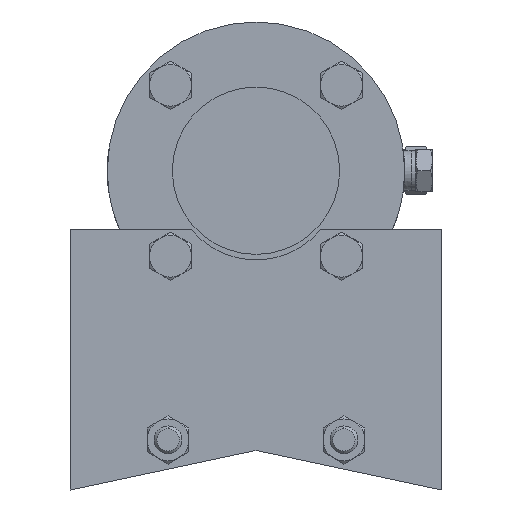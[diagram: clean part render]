
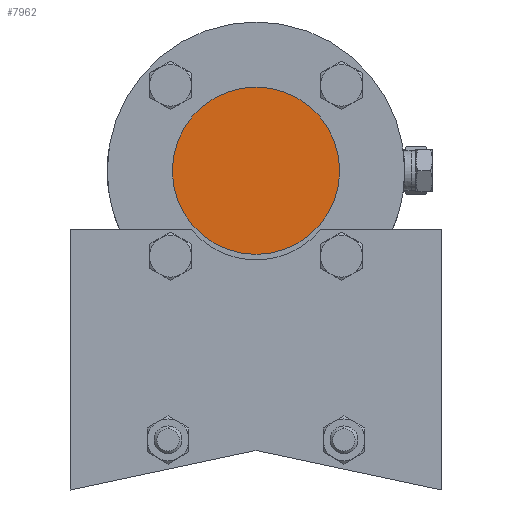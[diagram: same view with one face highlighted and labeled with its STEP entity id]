
A CAD part, front view. The second image highlights one B-rep face of the part: STEP entity #7962.
In plain terms, the highlighted planar face has unit normal (0, -1, 0).
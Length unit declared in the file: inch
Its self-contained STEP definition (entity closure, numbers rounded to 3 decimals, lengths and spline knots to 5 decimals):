
#311 = DIRECTION ( 'NONE',  ( 1., 0., 0. ) ) ;
#1781 = EDGE_LOOP ( 'NONE', ( #16175, #14913 ) ) ;
#3890 = CARTESIAN_POINT ( 'NONE',  ( 0., 0.015, 0. ) ) ;
#3908 = DIRECTION ( 'NONE',  ( -1., 0., 0. ) ) ;
#5611 = DIRECTION ( 'NONE',  ( 1., 0., 0. ) ) ;
#5871 = FACE_OUTER_BOUND ( 'NONE', #1781, .T. ) ;
#7962 = ADVANCED_FACE ( 'NONE', ( #5871 ), #14101, .F. ) ;
#8167 = AXIS2_PLACEMENT_3D ( 'NONE', #12465, #14170, #3908 ) ;
#10595 = DIRECTION ( 'NONE',  ( 0., -1., 0. ) ) ;
#10700 = EDGE_CURVE ( 'NONE', #17888, #12600, #11535, .T. ) ;
#11362 = CARTESIAN_POINT ( 'NONE',  ( 1.125, 0.015, 0. ) ) ;
#11535 = CIRCLE ( 'NONE', #16222, 1.125 ) ;
#12465 = CARTESIAN_POINT ( 'NONE',  ( 0., 0.015, 0. ) ) ;
#12600 = VERTEX_POINT ( 'NONE', #11362 ) ;
#13983 = CARTESIAN_POINT ( 'NONE',  ( -1.125, 0.015, 0. ) ) ;
#14101 = PLANE ( 'NONE',  #8167 ) ;
#14170 = DIRECTION ( 'NONE',  ( 0., 1., 0. ) ) ;
#14913 = ORIENTED_EDGE ( 'NONE', *, *, #10700, .T. ) ;
#15510 = CIRCLE ( 'NONE', #19846, 1.125 ) ;
#15891 = DIRECTION ( 'NONE',  ( 0., -1., 0. ) ) ;
#16175 = ORIENTED_EDGE ( 'NONE', *, *, #22068, .T. ) ;
#16222 = AXIS2_PLACEMENT_3D ( 'NONE', #20869, #10595, #311 ) ;
#17888 = VERTEX_POINT ( 'NONE', #13983 ) ;
#19846 = AXIS2_PLACEMENT_3D ( 'NONE', #3890, #15891, #5611 ) ;
#20869 = CARTESIAN_POINT ( 'NONE',  ( 0., 0.015, 0. ) ) ;
#22068 = EDGE_CURVE ( 'NONE', #12600, #17888, #15510, .T. ) ;
